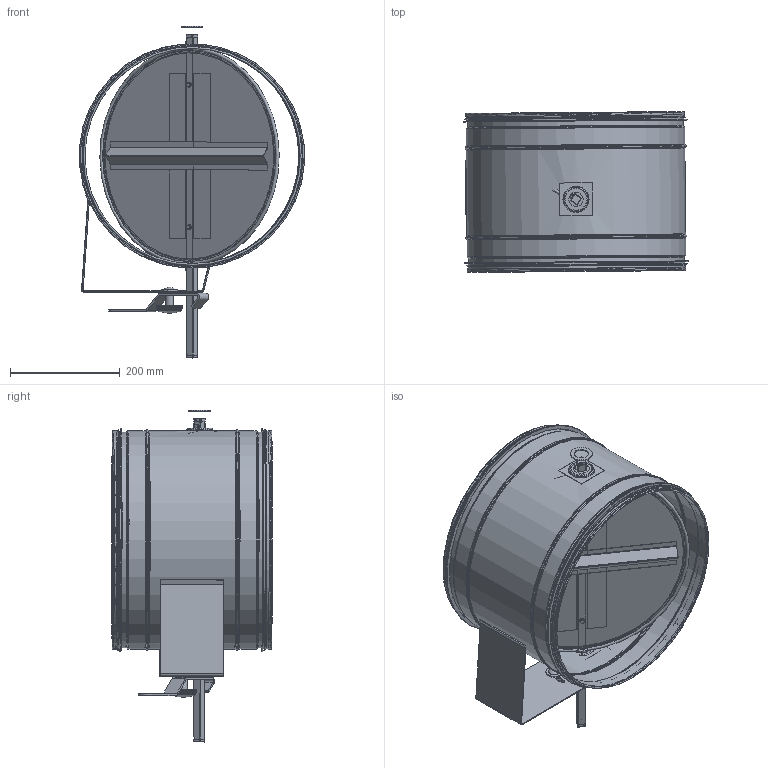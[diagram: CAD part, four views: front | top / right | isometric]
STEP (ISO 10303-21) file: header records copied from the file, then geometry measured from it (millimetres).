
FILE_DESCRIPTION((''),'2;1');
FILE_NAME('HISC-400.stp','2014-02-20T07:57:53',(''),(''),'Autodesk Inventor 2013','Autodesk Inventor 2013','');
FILE_SCHEMA(('AUTOMOTIVE_DESIGN { 1 2 10303 214 0 1 1 1 }'));
Length unit declared in the file: millimetre
Products named in the file (18): HISC-400; HISochHISC_Rör-09; Spjällhylla-400; Vagnsbult-M8x20; RattLåsvred; 999256; HandtagSpjäll; 999271; Lagerbuss; 143066; 116032; 999009; G-list-400; Stödprofil-350; Ändavslut; 90242___8_13-mattssons; Täckbricka; Cellgummi_40x26x2
Assembly tree (26 placements, depth 2):
  HISC-400
    HISochHISC_Rör-09
    Spjällhylla-400
    Vagnsbult-M8x20
    RattLåsvred
    999256  x2
    HandtagSpjäll
    999271
    Lagerbuss  x2
    143066
    116032
    999009  x2
    G-list-400
    Stödprofil-350
    Ändavslut  x2
    90242___8_13-mattssons  x4
    Täckbricka  x2
    Cellgummi_40x26x2  x2
Bounding box: 410.17 x 293.43 x 605.48 mm (x, y, z)
Volume: 659810.1 mm3; surface area: 1535800.3 mm2
Topology: 27 solids, 28 shells, 1145 faces, 2900 edges, 1842 vertices
Faces by surface type: plane 704, cylinder 167, torus 147, cone 116, sphere 11
Full cylindrical faces by diameter (mm): 3.291 x28, 4.2 x24, 6.8 x1, 8 x1, 8.8 x4, 10 x3, 14 x1, 21 x1, 26 x2, 28 x4, 29 x2, 30 x2, 38 x2, 40 x2, 376.191 x2, 380 x1, 385 x1, 392.4 x1, 392.56 x1, 393.4 x1, 393.56 x1, 395.2 x2, 397.8 x11, 398.8 x5, 404.2 x2, 409.2 x2
Entity records: 29312 total; most frequent: CARTESIAN_POINT 6607, DIRECTION 4750, ORIENTED_EDGE 4414, EDGE_CURVE 2207, AXIS2_PLACEMENT_3D 1831, VERTEX_POINT 1484, VECTOR 1088, LINE 1088
